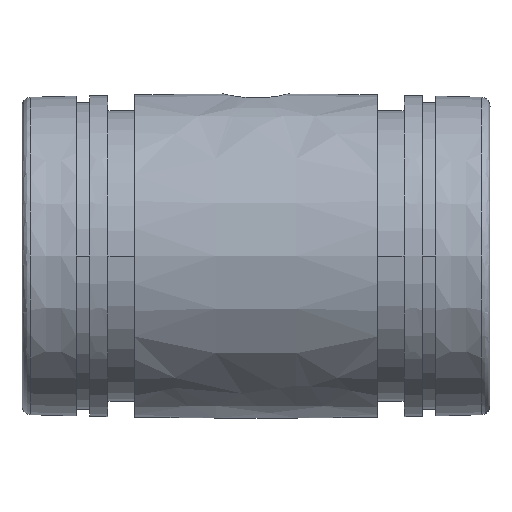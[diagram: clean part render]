
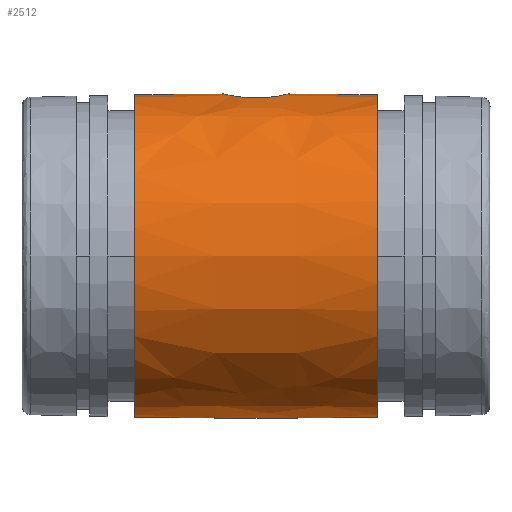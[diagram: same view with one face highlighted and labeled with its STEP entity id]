
A CAD part, left-side view. The second image highlights one B-rep face of the part: STEP entity #2512.
In plain terms, the highlighted free-form (B-spline) face has degree [3, 3] with [4, 4] control points.
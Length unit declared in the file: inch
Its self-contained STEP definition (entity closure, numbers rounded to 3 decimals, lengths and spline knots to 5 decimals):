
#39 = CARTESIAN_POINT ( 'NONE',  ( -0.31986, 0.1915, -0.92583 ) ) ;
#64 = CARTESIAN_POINT ( 'NONE',  ( -0.47903, 0.0766, 0.91001 ) ) ;
#233 = CARTESIAN_POINT ( 'NONE',  ( -0.45057, -0.18119, 0.91447 ) ) ;
#234 = CARTESIAN_POINT ( 'NONE',  ( -2.17153, -0.26994, -0.92583 ) ) ;
#238 = DIRECTION ( 'NONE',  ( 0., 0., 1. ) ) ;
#241 = FACE_OUTER_BOUND ( 'NONE', #1263, .T. ) ;
#261 = DIRECTION ( 'NONE',  ( 0., 0., 1. ) ) ;
#263 = CARTESIAN_POINT ( 'NONE',  ( -0.33272, 0.14512, 0.92355 ) ) ;
#302 =( BOUNDED_SURFACE ( )  B_SPLINE_SURFACE ( 3, 3, ( 
 ( #1033, #408, #1246, #1689 ),
 ( #643, #632, #234, #2086 ),
 ( #1911, #1024, #420, #39 ),
 ( #1700, #1276, #1900, #1501 ) ),
 .UNSPECIFIED., .F., .F., .T. ) 
 B_SPLINE_SURFACE_WITH_KNOTS ( ( 4, 4 ),
 ( 4, 4 ),
 ( 0., 1. ),
 ( 0., 1. ),
 .UNSPECIFIED. ) 
 GEOMETRIC_REPRESENTATION_ITEM ( )  RATIONAL_B_SPLINE_SURFACE ( (
 ( 1., 0.333, 0.333, 1.),
 ( 1., 0.333, 0.333, 1.),
 ( 1., 0.333, 0.333, 1.),
 ( 1., 0.333, 0.333, 1.) ) ) 
 REPRESENTATION_ITEM ( '' )  SURFACE ( )  );
#311 = EDGE_CURVE ( 'NONE', #1380, #415, #960, .T. ) ;
#384 = ORIENTED_EDGE ( 'NONE', *, *, #749, .T. ) ;
#398 = AXIS2_PLACEMENT_3D ( 'NONE', #1092, #1918, #1548 ) ;
#404 = CIRCLE ( 'NONE', #911, 42.365 ) ;
#408 = CARTESIAN_POINT ( 'NONE',  ( -2.15645, -0.73132, 0.9183 ) ) ;
#415 = VERTEX_POINT ( 'NONE', #1446 ) ;
#420 = CARTESIAN_POINT ( 'NONE',  ( -2.17153, 0.1915, -0.92583 ) ) ;
#447 = CARTESIAN_POINT ( 'NONE',  ( -0.52212, -0.06531, 0.90154 ) ) ;
#452 = CARTESIAN_POINT ( 'NONE',  ( -0.31986, -0.03922, -41.44105 ) ) ;
#458 = CARTESIAN_POINT ( 'NONE',  ( -0.34538, -0.22247, 0.92329 ) ) ;
#463 = DIRECTION ( 'NONE',  ( -1., 0., 0. ) ) ;
#502 = CARTESIAN_POINT ( 'NONE',  ( -0.31986, 0.65288, 0.9183 ) ) ;
#567 = CARTESIAN_POINT ( 'NONE',  ( -0.31986, 0.65288, -0.9183 ) ) ;
#617 = ORIENTED_EDGE ( 'NONE', *, *, #1743, .F. ) ;
#631 = CARTESIAN_POINT ( 'NONE',  ( -0.49383, -0.13548, 0.90732 ) ) ;
#632 = CARTESIAN_POINT ( 'NONE',  ( -2.17153, -0.26994, 0.92583 ) ) ;
#643 = CARTESIAN_POINT ( 'NONE',  ( -0.31986, -0.26994, 0.92583 ) ) ;
#654 = CARTESIAN_POINT ( 'NONE',  ( -0.51236, 0.02272, 0.90365 ) ) ;
#688 = EDGE_CURVE ( 'NONE', #415, #2469, #404, .T. ) ;
#694 = CARTESIAN_POINT ( 'NONE',  ( -0.4406, 0.10978, 0.91583 ) ) ;
#749 = EDGE_CURVE ( 'NONE', #2310, #1296, #2560, .T. ) ;
#818 = DIRECTION ( 'NONE',  ( 1., 0., 0. ) ) ;
#845 = CARTESIAN_POINT ( 'NONE',  ( -0.50372, -0.11907, 0.9054 ) ) ;
#851 = CARTESIAN_POINT ( 'NONE',  ( -0.3827, -0.21497, 0.92152 ) ) ;
#854 = CARTESIAN_POINT ( 'NONE',  ( -0.31986, -0.73132, -0.9183 ) ) ;
#871 = ORIENTED_EDGE ( 'NONE', *, *, #1902, .T. ) ;
#891 = CARTESIAN_POINT ( 'NONE',  ( -0.49452, 0.05659, 0.90722 ) ) ;
#911 = AXIS2_PLACEMENT_3D ( 'NONE', #2577, #463, #261 ) ;
#960 = CIRCLE ( 'NONE', #2672, 0.9183 ) ;
#993 = DIRECTION ( 'NONE',  ( 0., 1., 0. ) ) ;
#1023 = CARTESIAN_POINT ( 'NONE',  ( -0.31986, -0.03922, 41.44105 ) ) ;
#1024 = CARTESIAN_POINT ( 'NONE',  ( -2.17153, 0.1915, 0.92583 ) ) ;
#1033 = CARTESIAN_POINT ( 'NONE',  ( -0.31986, -0.73132, 0.9183 ) ) ;
#1037 = EDGE_CURVE ( 'NONE', #2409, #2310, #2304, .T. ) ;
#1076 = CARTESIAN_POINT ( 'NONE',  ( -0.4902, -0.14065, 0.908 ) ) ;
#1092 = CARTESIAN_POINT ( 'NONE',  ( -0.31986, 0.65288, 0. ) ) ;
#1100 = CARTESIAN_POINT ( 'NONE',  ( -0.40692, 0.12787, 0.91959 ) ) ;
#1198 = ORIENTED_EDGE ( 'NONE', *, *, #1037, .T. ) ;
#1227 = ORIENTED_EDGE ( 'NONE', *, *, #311, .T. ) ;
#1246 = CARTESIAN_POINT ( 'NONE',  ( -2.15645, -0.73132, -0.9183 ) ) ;
#1258 = CARTESIAN_POINT ( 'NONE',  ( -0.51629, -0.09004, 0.9028 ) ) ;
#1263 = EDGE_LOOP ( 'NONE', ( #1227, #2220, #871, #1198, #384, #617 ) ) ;
#1275 = CARTESIAN_POINT ( 'NONE',  ( -0.50059, -0.1247, 0.90602 ) ) ;
#1276 = CARTESIAN_POINT ( 'NONE',  ( -2.15645, 0.65288, 0.9183 ) ) ;
#1296 = VERTEX_POINT ( 'NONE', #567 ) ;
#1306 = DIRECTION ( 'NONE',  ( -1., 0., 0. ) ) ;
#1328 = CARTESIAN_POINT ( 'NONE',  ( -0.41864, 0.12247, 0.91841 ) ) ;
#1340 = CARTESIAN_POINT ( 'NONE',  ( -0.50135, 0.04565, 0.90588 ) ) ;
#1380 = VERTEX_POINT ( 'NONE', #854 ) ;
#1381 = CARTESIAN_POINT ( 'NONE',  ( -0.31986, -0.22356, 0.92355 ) ) ;
#1433 = B_SPLINE_CURVE_WITH_KNOTS ( 'NONE', 3,
 ( #1707, #2096, #458, #1919, #851, #2317, #2130, #2532, #233, #2341, #2514, #1076, #631, #1275, #845, #1500, #1258, #447, #2522, #1479, #1688, #1899, #654, #1340, #891, #64, #2578, #2368, #694, #1328, #1100, #2173, #2387, #1549, #263, #1953 ),
 .UNSPECIFIED., .F., .F.,
 ( 4, 2, 2, 2, 2, 2, 2, 2, 2, 2, 2, 2, 2, 2, 2, 2, 2, 4 ),
 ( 0.01545, 0.01641, 0.01738, 0.01834, 0.01931, 0.02027, 0.02075, 0.02123, 0.0222, 0.02316, 0.02413, 0.02509, 0.02606, 0.02702, 0.02799, 0.02895, 0.02992, 0.03088 ),
 .UNSPECIFIED. ) ;
#1446 = CARTESIAN_POINT ( 'NONE',  ( -0.31986, -0.73132, 0.9183 ) ) ;
#1479 = CARTESIAN_POINT ( 'NONE',  ( -0.52375, -0.02699, 0.90117 ) ) ;
#1500 = CARTESIAN_POINT ( 'NONE',  ( -0.51205, -0.10193, 0.90371 ) ) ;
#1501 = CARTESIAN_POINT ( 'NONE',  ( -0.31986, 0.65288, -0.9183 ) ) ;
#1548 = DIRECTION ( 'NONE',  ( 1., 0., 0. ) ) ;
#1549 = CARTESIAN_POINT ( 'NONE',  ( -0.3456, 0.14402, 0.92328 ) ) ;
#1634 = DIRECTION ( 'NONE',  ( 0., 0., -1. ) ) ;
#1688 = CARTESIAN_POINT ( 'NONE',  ( -0.52234, -0.01426, 0.90149 ) ) ;
#1689 = CARTESIAN_POINT ( 'NONE',  ( -0.31986, -0.73132, -0.9183 ) ) ;
#1700 = CARTESIAN_POINT ( 'NONE',  ( -0.31986, 0.65288, 0.9183 ) ) ;
#1707 = CARTESIAN_POINT ( 'NONE',  ( -0.31986, -0.22356, 0.92355 ) ) ;
#1743 = EDGE_CURVE ( 'NONE', #1380, #1296, #1905, .T. ) ;
#1899 = CARTESIAN_POINT ( 'NONE',  ( -0.51659, 0.01075, 0.90274 ) ) ;
#1900 = CARTESIAN_POINT ( 'NONE',  ( -2.15645, 0.65288, -0.9183 ) ) ;
#1902 = EDGE_CURVE ( 'NONE', #2469, #2409, #1433, .T. ) ;
#1905 = CIRCLE ( 'NONE', #2155, 42.365 ) ;
#1911 = CARTESIAN_POINT ( 'NONE',  ( -0.31986, 0.1915, 0.92583 ) ) ;
#1918 = DIRECTION ( 'NONE',  ( 0., -1., 0. ) ) ;
#1919 = CARTESIAN_POINT ( 'NONE',  ( -0.37035, -0.21818, 0.92228 ) ) ;
#1953 = CARTESIAN_POINT ( 'NONE',  ( -0.31986, 0.14512, 0.92355 ) ) ;
#2011 = CARTESIAN_POINT ( 'NONE',  ( -0.31986, 0.14512, 0.92355 ) ) ;
#2086 = CARTESIAN_POINT ( 'NONE',  ( -0.31986, -0.26994, -0.92583 ) ) ;
#2096 = CARTESIAN_POINT ( 'NONE',  ( -0.33272, -0.22356, 0.92355 ) ) ;
#2130 = CARTESIAN_POINT ( 'NONE',  ( -0.41827, -0.20108, 0.91845 ) ) ;
#2155 = AXIS2_PLACEMENT_3D ( 'NONE', #1023, #818, #1634 ) ;
#2173 = CARTESIAN_POINT ( 'NONE',  ( -0.38302, 0.13644, 0.9215 ) ) ;
#2220 = ORIENTED_EDGE ( 'NONE', *, *, #688, .T. ) ;
#2246 = CARTESIAN_POINT ( 'NONE',  ( -0.31986, -0.73132, 0. ) ) ;
#2277 = AXIS2_PLACEMENT_3D ( 'NONE', #452, #1306, #238 ) ;
#2304 = CIRCLE ( 'NONE', #2277, 42.365 ) ;
#2310 = VERTEX_POINT ( 'NONE', #502 ) ;
#2317 = CARTESIAN_POINT ( 'NONE',  ( -0.40679, -0.20637, 0.9196 ) ) ;
#2341 = CARTESIAN_POINT ( 'NONE',  ( -0.46987, -0.16462, 0.91156 ) ) ;
#2368 = CARTESIAN_POINT ( 'NONE',  ( -0.45092, 0.10248, 0.91442 ) ) ;
#2387 = CARTESIAN_POINT ( 'NONE',  ( -0.37075, 0.13965, 0.92226 ) ) ;
#2409 = VERTEX_POINT ( 'NONE', #2011 ) ;
#2469 = VERTEX_POINT ( 'NONE', #1381 ) ;
#2480 = DIRECTION ( 'NONE',  ( 1., 0., 0. ) ) ;
#2512 = ADVANCED_FACE ( 'NONE', ( #241 ), #302, .T. ) ;
#2514 = CARTESIAN_POINT ( 'NONE',  ( -0.47858, -0.15552, 0.91009 ) ) ;
#2522 = CARTESIAN_POINT ( 'NONE',  ( -0.52367, -0.05239, 0.90119 ) ) ;
#2532 = CARTESIAN_POINT ( 'NONE',  ( -0.44012, -0.18852, 0.91589 ) ) ;
#2560 = CIRCLE ( 'NONE', #398, 0.9183 ) ;
#2577 = CARTESIAN_POINT ( 'NONE',  ( -0.31986, -0.03922, -41.44105 ) ) ;
#2578 = CARTESIAN_POINT ( 'NONE',  ( -0.47021, 0.08585, 0.9115 ) ) ;
#2672 = AXIS2_PLACEMENT_3D ( 'NONE', #2246, #993, #2480 ) ;
